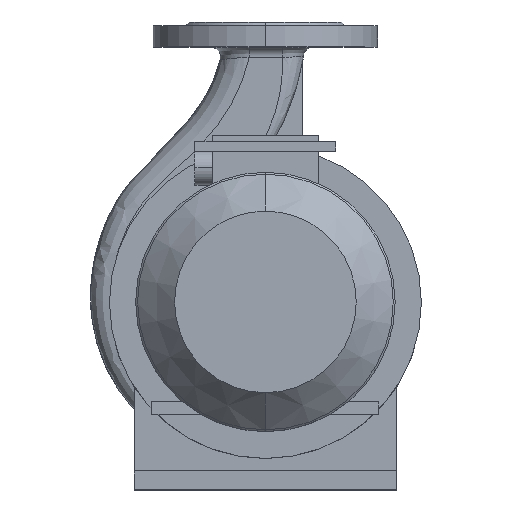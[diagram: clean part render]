
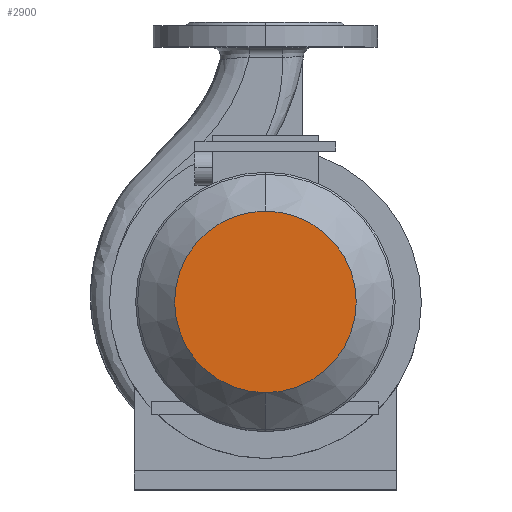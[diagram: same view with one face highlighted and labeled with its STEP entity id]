
A CAD part, top view. The second image highlights one B-rep face of the part: STEP entity #2900.
In plain terms, the highlighted planar face has unit normal (0, 0, 1).
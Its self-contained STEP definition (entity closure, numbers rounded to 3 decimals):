
#663 = VERTEX_POINT ( 'NONE', #4003 ) ;
#669 = VERTEX_POINT ( 'NONE', #3954 ) ;
#1706 = CARTESIAN_POINT ( 'NONE',  ( 0., 0., 449. ) ) ;
#1707 = DIRECTION ( 'NONE',  ( 0., 0., -1. ) ) ;
#1708 = DIRECTION ( 'NONE',  ( 0., -1., 0. ) ) ;
#2471 = AXIS2_PLACEMENT_3D ( 'NONE', #7631, #7632, #7633 ) ;
#2643 = EDGE_LOOP ( 'NONE', ( #7104, #7103 ) ) ;
#2900 = ADVANCED_FACE ( 'NONE', ( #8898 ), #7616, .F. ) ;
#3954 = CARTESIAN_POINT ( 'NONE',  ( 0., 72.765, 449. ) ) ;
#4003 = CARTESIAN_POINT ( 'NONE',  ( 0., -72.765, 449. ) ) ;
#4344 = AXIS2_PLACEMENT_3D ( 'NONE', #4615, #4616, #4617 ) ;
#4615 = CARTESIAN_POINT ( 'NONE',  ( 0., 0., 449. ) ) ;
#4616 = DIRECTION ( 'NONE',  ( 0., 0., -1. ) ) ;
#4617 = DIRECTION ( 'NONE',  ( 0., -1., 0. ) ) ;
#5225 = AXIS2_PLACEMENT_3D ( 'NONE', #1706, #1707, #1708 ) ;
#5971 = CIRCLE ( 'NONE', #4344, 72.765 ) ;
#6451 = EDGE_CURVE ( 'NONE', #663, #669, #5971, .T. ) ;
#6649 = CIRCLE ( 'NONE', #5225, 72.765 ) ;
#7103 = ORIENTED_EDGE ( 'NONE', *, *, #10189, .F. ) ;
#7104 = ORIENTED_EDGE ( 'NONE', *, *, #6451, .F. ) ;
#7616 = PLANE ( 'NONE',  #2471 ) ;
#7631 = CARTESIAN_POINT ( 'NONE',  ( 0., 0., 449. ) ) ;
#7632 = DIRECTION ( 'NONE',  ( 0., 0., -1. ) ) ;
#7633 = DIRECTION ( 'NONE',  ( 0., -1., 0. ) ) ;
#8898 = FACE_OUTER_BOUND ( 'NONE', #2643, .T. ) ;
#10189 = EDGE_CURVE ( 'NONE', #669, #663, #6649, .T. ) ;
